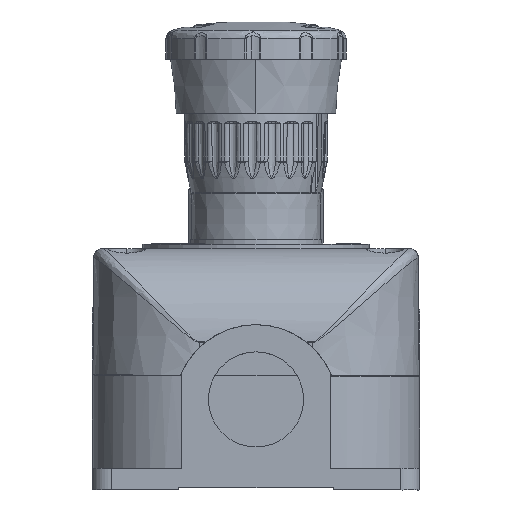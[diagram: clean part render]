
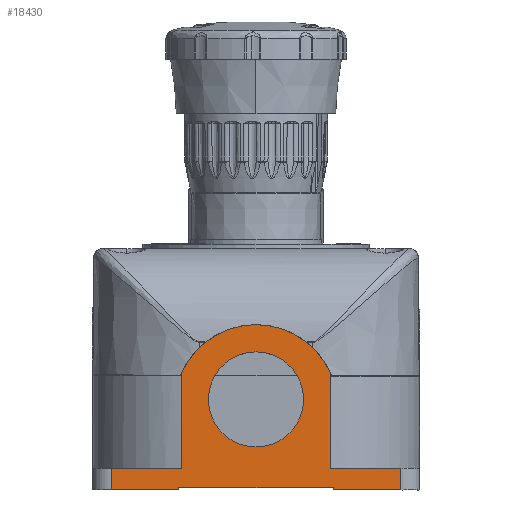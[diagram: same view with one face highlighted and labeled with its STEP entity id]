
A CAD part, left-side view. The second image highlights one B-rep face of the part: STEP entity #18430.
In plain terms, the highlighted planar face has unit normal (-1, 0, 0).
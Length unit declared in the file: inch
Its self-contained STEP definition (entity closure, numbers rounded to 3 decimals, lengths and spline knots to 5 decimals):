
#1837 = VECTOR ( 'NONE', #26415, 39.37008 ) ;
#2572 = CARTESIAN_POINT ( 'NONE',  ( -4.82375, -4.13333, -3.36516 ) ) ;
#3324 = DIRECTION ( 'NONE',  ( 0., 0., -1. ) ) ;
#3423 = EDGE_CURVE ( 'NONE', #34002, #4114, #24581, .T. ) ;
#4114 = VERTEX_POINT ( 'NONE', #13531 ) ;
#4577 = VECTOR ( 'NONE', #41031, 39.37008 ) ;
#6308 = CARTESIAN_POINT ( 'NONE',  ( -4.82375, -4.13333, -3.19587 ) ) ;
#6656 = ORIENTED_EDGE ( 'NONE', *, *, #42942, .T. ) ;
#6783 = VERTEX_POINT ( 'NONE', #20628 ) ;
#7229 = CARTESIAN_POINT ( 'NONE',  ( -4.82375, -3.46404, -2.59744 ) ) ;
#7416 = LINE ( 'NONE', #56129, #34650 ) ;
#7890 = VERTEX_POINT ( 'NONE', #56558 ) ;
#8749 = VECTOR ( 'NONE', #59914, 39.37008 ) ;
#8828 = ORIENTED_EDGE ( 'NONE', *, *, #41691, .T. ) ;
#9067 = AXIS2_PLACEMENT_3D ( 'NONE', #39110, #9696, #43253 ) ;
#9225 = EDGE_CURVE ( 'NONE', #14521, #13906, #12081, .T. ) ;
#9696 = DIRECTION ( 'NONE',  ( 1., 0., 0. ) ) ;
#10112 = CARTESIAN_POINT ( 'NONE',  ( -4.82375, -4.7218, -3.38484 ) ) ;
#10652 = DIRECTION ( 'NONE',  ( 0., 0., 1. ) ) ;
#10839 = EDGE_CURVE ( 'NONE', #13906, #53770, #20061, .T. ) ;
#11796 = CIRCLE ( 'NONE', #20887, 0.41339 ) ;
#12081 = CIRCLE ( 'NONE', #9067, 0.70866 ) ;
#12862 = CARTESIAN_POINT ( 'NONE',  ( -4.82375, -4.13333, -3.19587 ) ) ;
#13531 = CARTESIAN_POINT ( 'NONE',  ( -4.82375, -3.46404, -3.01083 ) ) ;
#13694 = VECTOR ( 'NONE', #21551, 39.37008 ) ;
#13906 = VERTEX_POINT ( 'NONE', #45997 ) ;
#14521 = VERTEX_POINT ( 'NONE', #34477 ) ;
#14702 = VECTOR ( 'NONE', #30347, 39.37008 ) ;
#15579 = ORIENTED_EDGE ( 'NONE', *, *, #3423, .F. ) ;
#15756 = VERTEX_POINT ( 'NONE', #24199 ) ;
#16213 = VERTEX_POINT ( 'NONE', #45587 ) ;
#16366 = VERTEX_POINT ( 'NONE', #10112 ) ;
#16535 = CARTESIAN_POINT ( 'NONE',  ( -4.82375, -4.11122, -3.19587 ) ) ;
#17176 = VECTOR ( 'NONE', #47878, 39.37008 ) ;
#17474 = ORIENTED_EDGE ( 'NONE', *, *, #29439, .F. ) ;
#18186 = DIRECTION ( 'NONE',  ( -1., 0., 0. ) ) ;
#18430 = ADVANCED_FACE ( 'NONE', ( #45846, #36006 ), #59801, .T. ) ;
#18861 = VECTOR ( 'NONE', #35351, 39.37008 ) ;
#19154 = DIRECTION ( 'NONE',  ( 0., 1., 0. ) ) ;
#20061 = LINE ( 'NONE', #16535, #8749 ) ;
#20153 = ORIENTED_EDGE ( 'NONE', *, *, #47945, .F. ) ;
#20215 = ORIENTED_EDGE ( 'NONE', *, *, #60178, .F. ) ;
#20628 = CARTESIAN_POINT ( 'NONE',  ( -4.82375, -4.7218, -3.19587 ) ) ;
#20678 = ORIENTED_EDGE ( 'NONE', *, *, #21997, .F. ) ;
#20887 = AXIS2_PLACEMENT_3D ( 'NONE', #60301, #18186, #3324 ) ;
#21551 = DIRECTION ( 'NONE',  ( 0., 0., -1. ) ) ;
#21797 = CARTESIAN_POINT ( 'NONE',  ( -4.82375, -4.13333, -3.19587 ) ) ;
#21997 = EDGE_CURVE ( 'NONE', #33014, #16213, #7416, .T. ) ;
#24199 = CARTESIAN_POINT ( 'NONE',  ( -4.82375, -2.81686, -3.19587 ) ) ;
#24581 = CIRCLE ( 'NONE', #37680, 0.41339 ) ;
#25868 = LINE ( 'NONE', #30320, #18861 ) ;
#26003 = EDGE_CURVE ( 'NONE', #6783, #53770, #26208, .T. ) ;
#26208 = LINE ( 'NONE', #6308, #14702 ) ;
#26415 = DIRECTION ( 'NONE',  ( 0., 0., -1. ) ) ;
#26524 = DIRECTION ( 'NONE',  ( -1., 0., 0. ) ) ;
#26708 = DIRECTION ( 'NONE',  ( 0., 1., 0. ) ) ;
#27393 = CARTESIAN_POINT ( 'NONE',  ( -4.82375, -4.13333, -3.19587 ) ) ;
#27795 = ORIENTED_EDGE ( 'NONE', *, *, #26003, .T. ) ;
#27898 = ORIENTED_EDGE ( 'NONE', *, *, #28870, .F. ) ;
#28870 = EDGE_CURVE ( 'NONE', #53211, #56292, #25868, .T. ) ;
#29011 = ORIENTED_EDGE ( 'NONE', *, *, #10839, .F. ) ;
#29184 = CARTESIAN_POINT ( 'NONE',  ( -4.82375, -4.11122, -3.19587 ) ) ;
#29439 = EDGE_CURVE ( 'NONE', #4114, #34002, #11796, .T. ) ;
#30110 = ORIENTED_EDGE ( 'NONE', *, *, #60736, .F. ) ;
#30320 = CARTESIAN_POINT ( 'NONE',  ( -4.82375, -4.13333, -3.36516 ) ) ;
#30347 = DIRECTION ( 'NONE',  ( 0., 1., 0. ) ) ;
#31293 = DIRECTION ( 'NONE',  ( -1., 0., 0. ) ) ;
#31578 = DIRECTION ( 'NONE',  ( 0., 0., -1. ) ) ;
#32281 = LINE ( 'NONE', #36388, #13694 ) ;
#33014 = VERTEX_POINT ( 'NONE', #62319 ) ;
#34002 = VERTEX_POINT ( 'NONE', #58634 ) ;
#34330 = AXIS2_PLACEMENT_3D ( 'NONE', #21797, #31293, #50915 ) ;
#34419 = CARTESIAN_POINT ( 'NONE',  ( -4.82375, -2.79475, -3.19587 ) ) ;
#34477 = CARTESIAN_POINT ( 'NONE',  ( -4.82375, -2.81686, -2.36778 ) ) ;
#34632 = EDGE_CURVE ( 'NONE', #15756, #47590, #62534, .T. ) ;
#34650 = VECTOR ( 'NONE', #26708, 39.37008 ) ;
#35351 = DIRECTION ( 'NONE',  ( 0., 1., 0. ) ) ;
#36006 = FACE_OUTER_BOUND ( 'NONE', #44178, .T. ) ;
#36388 = CARTESIAN_POINT ( 'NONE',  ( -4.82375, -4.7218, -3.19587 ) ) ;
#37680 = AXIS2_PLACEMENT_3D ( 'NONE', #7229, #26524, #31578 ) ;
#39110 = CARTESIAN_POINT ( 'NONE',  ( -4.82375, -3.46404, -2.6565 ) ) ;
#39291 = CARTESIAN_POINT ( 'NONE',  ( -4.82375, -4.7218, -3.38484 ) ) ;
#40801 = VECTOR ( 'NONE', #49628, 39.37008 ) ;
#41031 = DIRECTION ( 'NONE',  ( 0., 0., -1. ) ) ;
#41113 = CARTESIAN_POINT ( 'NONE',  ( -4.82375, -2.79475, -3.36516 ) ) ;
#41691 = EDGE_CURVE ( 'NONE', #47590, #16213, #58516, .T. ) ;
#42942 = EDGE_CURVE ( 'NONE', #53211, #7890, #50873, .T. ) ;
#43253 = DIRECTION ( 'NONE',  ( 0., 0., -1. ) ) ;
#44178 = EDGE_LOOP ( 'NONE', ( #20215, #48685, #8828, #20678, #49908, #27898, #6656, #30110, #20153, #27795, #29011, #58747 ) ) ;
#45587 = CARTESIAN_POINT ( 'NONE',  ( -4.82375, -2.20628, -3.38484 ) ) ;
#45846 = FACE_BOUND ( 'NONE', #56867, .T. ) ;
#45997 = CARTESIAN_POINT ( 'NONE',  ( -4.82375, -4.11122, -2.36778 ) ) ;
#47590 = VERTEX_POINT ( 'NONE', #48279 ) ;
#47878 = DIRECTION ( 'NONE',  ( 0., 1., 0. ) ) ;
#47945 = EDGE_CURVE ( 'NONE', #6783, #16366, #32281, .T. ) ;
#48279 = CARTESIAN_POINT ( 'NONE',  ( -4.82375, -2.20628, -3.19587 ) ) ;
#48685 = ORIENTED_EDGE ( 'NONE', *, *, #34632, .T. ) ;
#49319 = CARTESIAN_POINT ( 'NONE',  ( -4.82375, -2.20628, -3.19587 ) ) ;
#49492 = VECTOR ( 'NONE', #10652, 39.37008 ) ;
#49628 = DIRECTION ( 'NONE',  ( 0., 0., -1. ) ) ;
#49908 = ORIENTED_EDGE ( 'NONE', *, *, #52849, .F. ) ;
#50873 = LINE ( 'NONE', #12862, #4577 ) ;
#50915 = DIRECTION ( 'NONE',  ( 0., 0., 1. ) ) ;
#52849 = EDGE_CURVE ( 'NONE', #56292, #33014, #59981, .T. ) ;
#53211 = VERTEX_POINT ( 'NONE', #2572 ) ;
#53770 = VERTEX_POINT ( 'NONE', #29184 ) ;
#54023 = CARTESIAN_POINT ( 'NONE',  ( -4.82375, -2.81686, -2.36778 ) ) ;
#56129 = CARTESIAN_POINT ( 'NONE',  ( -4.82375, -2.79475, -3.38484 ) ) ;
#56292 = VERTEX_POINT ( 'NONE', #41113 ) ;
#56558 = CARTESIAN_POINT ( 'NONE',  ( -4.82375, -4.13333, -3.38484 ) ) ;
#56788 = VECTOR ( 'NONE', #19154, 39.37008 ) ;
#56867 = EDGE_LOOP ( 'NONE', ( #15579, #17474 ) ) ;
#57698 = LINE ( 'NONE', #39291, #17176 ) ;
#58516 = LINE ( 'NONE', #49319, #40801 ) ;
#58634 = CARTESIAN_POINT ( 'NONE',  ( -4.82375, -3.46404, -2.18406 ) ) ;
#58747 = ORIENTED_EDGE ( 'NONE', *, *, #9225, .F. ) ;
#59087 = LINE ( 'NONE', #54023, #49492 ) ;
#59801 = PLANE ( 'NONE',  #34330 ) ;
#59914 = DIRECTION ( 'NONE',  ( 0., 0., -1. ) ) ;
#59981 = LINE ( 'NONE', #34419, #1837 ) ;
#60178 = EDGE_CURVE ( 'NONE', #15756, #14521, #59087, .T. ) ;
#60301 = CARTESIAN_POINT ( 'NONE',  ( -4.82375, -3.46404, -2.59744 ) ) ;
#60736 = EDGE_CURVE ( 'NONE', #16366, #7890, #57698, .T. ) ;
#62319 = CARTESIAN_POINT ( 'NONE',  ( -4.82375, -2.79475, -3.38484 ) ) ;
#62534 = LINE ( 'NONE', #27393, #56788 ) ;
